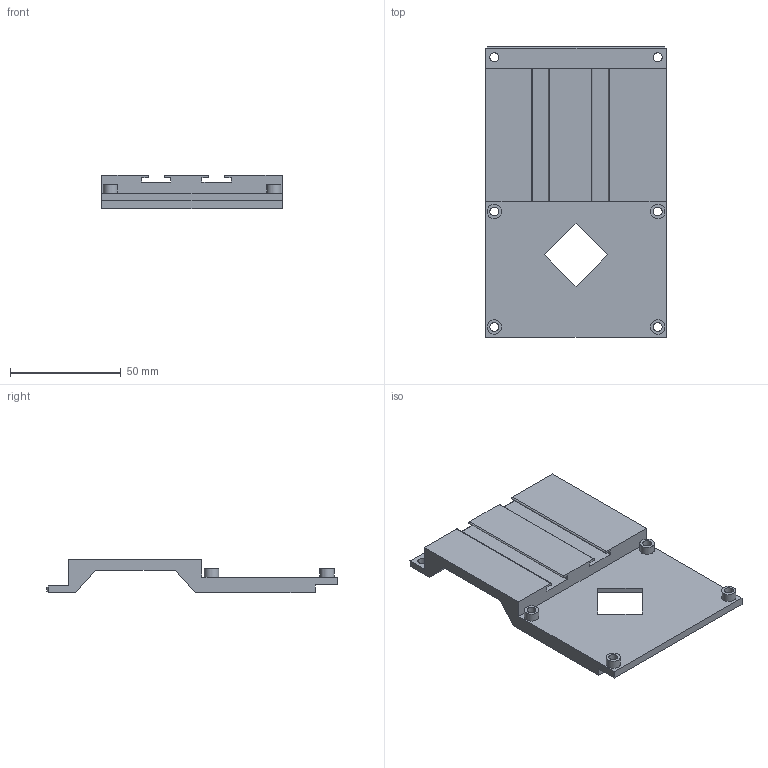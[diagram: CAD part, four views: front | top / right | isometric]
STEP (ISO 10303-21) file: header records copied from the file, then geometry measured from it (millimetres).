
FILE_DESCRIPTION(/* description */ (''),/* implementation_level */ '2;1');
FILE_NAME(/* name */ 'ADT-Lights Tracks v13 body1.step',/* time_stamp */ '2024-10-29T13:25:10-07:00',/* author */ (''),/* organization */ (''),/* preprocessor_version */ 'ST-DEVELOPER v20',/* originating_system */ 'Autodesk Translation Framework v13.20.0.188',/* authorisation */ '');
FILE_SCHEMA (('AUTOMOTIVE_DESIGN { 1 0 10303 214 3 1 1 }'));
Length unit declared in the file: millimetre
Products named in the file (1): ADT-Lights Tracks
Bounding box: 81.26 x 131 x 15 mm (x, y, z)
Volume: 61542.1 mm3; surface area: 28251.4 mm2
Topology: 1 solids, 1 shells, 54 faces, 140 edges, 92 vertices
Faces by surface type: plane 40, cylinder 14
Full cylindrical faces by diameter (mm): 4 x6, 6.5 x4
Entity records: 1711 total; most frequent: CARTESIAN_POINT 287, ORIENTED_EDGE 280, DIRECTION 278, EDGE_CURVE 140, LINE 112, VECTOR 112, VERTEX_POINT 92, AXIS2_PLACEMENT_3D 83
